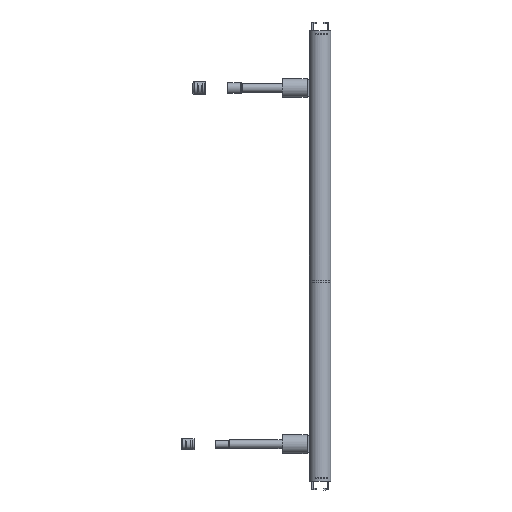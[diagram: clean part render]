
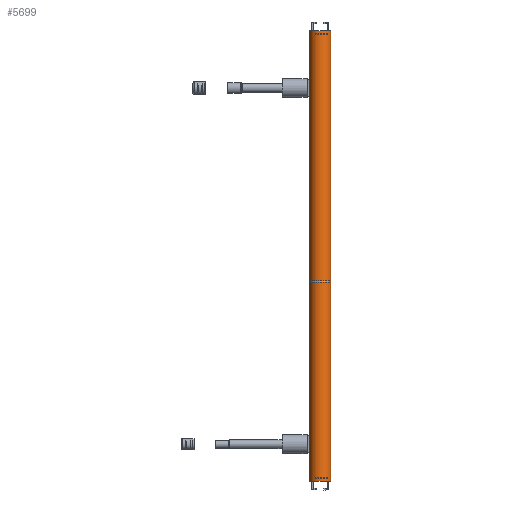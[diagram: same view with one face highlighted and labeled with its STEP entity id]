
A CAD part, front view. The second image highlights one B-rep face of the part: STEP entity #5699.
In plain terms, the highlighted cylindrical face has radius 10 mm (diameter 20 mm), a full revolution.
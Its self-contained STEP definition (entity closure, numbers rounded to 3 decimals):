
#480=FACE_OUTER_BOUND('',#809,.T.);
#809=EDGE_LOOP('',(#3887,#3888,#3889,#3890));
#1173=LINE('',#9112,#1669);
#1669=VECTOR('',#7178,10.);
#2166=CIRCLE('',#6447,10.);
#2167=CIRCLE('',#6448,10.);
#2497=VERTEX_POINT('',#9109);
#2498=VERTEX_POINT('',#9111);
#3050=EDGE_CURVE('',#2497,#2497,#2166,.T.);
#3051=EDGE_CURVE('',#2497,#2498,#1173,.T.);
#3052=EDGE_CURVE('',#2498,#2498,#2167,.T.);
#3887=ORIENTED_EDGE('',*,*,#3050,.T.);
#3888=ORIENTED_EDGE('',*,*,#3051,.T.);
#3889=ORIENTED_EDGE('',*,*,#3052,.F.);
#3890=ORIENTED_EDGE('',*,*,#3051,.F.);
#5556=CYLINDRICAL_SURFACE('',#6446,10.);
#5699=ADVANCED_FACE('',(#480),#5556,.T.);
#6446=AXIS2_PLACEMENT_3D('',#9108,#7174,#7175);
#6447=AXIS2_PLACEMENT_3D('',#9110,#7176,#7177);
#6448=AXIS2_PLACEMENT_3D('',#9113,#7179,#7180);
#7174=DIRECTION('center_axis',(0.,0.,1.));
#7175=DIRECTION('ref_axis',(-1.,0.,0.));
#7176=DIRECTION('center_axis',(0.,0.,-1.));
#7177=DIRECTION('ref_axis',(-1.,0.,0.));
#7178=DIRECTION('',(0.,0.,-1.));
#7179=DIRECTION('center_axis',(0.,0.,-1.));
#7180=DIRECTION('ref_axis',(-1.,0.,0.));
#9108=CARTESIAN_POINT('Origin',(0.,0.,0.));
#9109=CARTESIAN_POINT('',(10.,0.,415.8));
#9110=CARTESIAN_POINT('Origin',(0.,0.,415.8));
#9111=CARTESIAN_POINT('',(10.,0.,0.));
#9112=CARTESIAN_POINT('',(10.,0.,0.));
#9113=CARTESIAN_POINT('Origin',(0.,0.,0.));
